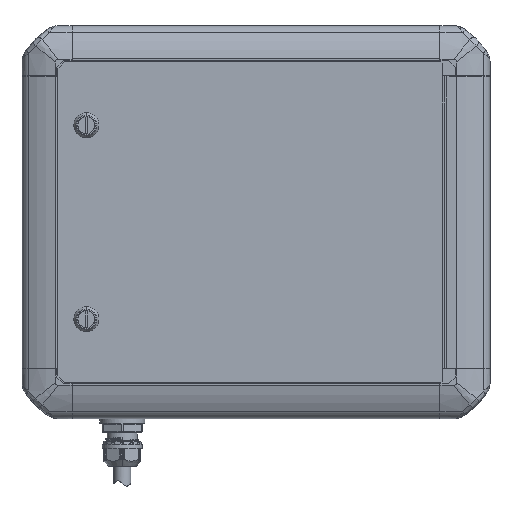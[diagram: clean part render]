
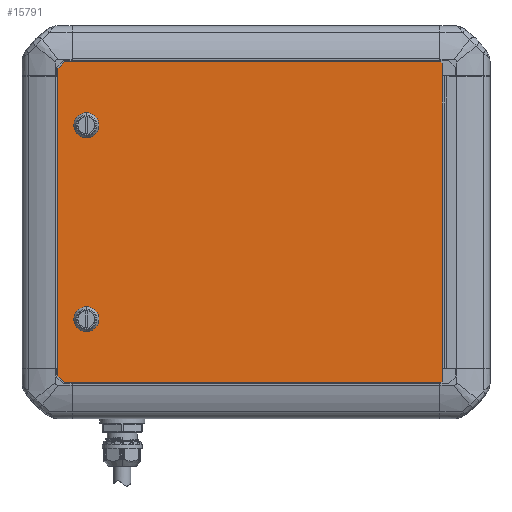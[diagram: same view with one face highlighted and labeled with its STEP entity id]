
A CAD part, top view. The second image highlights one B-rep face of the part: STEP entity #15791.
In plain terms, the highlighted planar face has unit normal (0, 0, 1).
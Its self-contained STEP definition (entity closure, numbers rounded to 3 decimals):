
#248 = AXIS2_PLACEMENT_3D ( 'NONE', #1219, #23012, #4610 ) ;
#767 = VECTOR ( 'NONE', #28524, 1000. ) ;
#1219 = CARTESIAN_POINT ( 'NONE',  ( -98., 58., 2. ) ) ;
#1240 = EDGE_CURVE ( 'NONE', #25529, #26755, #21382, .T. ) ;
#1566 = EDGE_CURVE ( 'NONE', #10333, #21601, #17683, .T. ) ;
#1834 = DIRECTION ( 'NONE',  ( -0.707, -0.707, 0. ) ) ;
#2307 = CARTESIAN_POINT ( 'NONE',  ( -115., -96., 2. ) ) ;
#2644 = LINE ( 'NONE', #46917, #767 ) ;
#2801 = VECTOR ( 'NONE', #21082, 1000. ) ;
#3205 = VECTOR ( 'NONE', #33124, 1000. ) ;
#4471 = CARTESIAN_POINT ( 'NONE',  ( -115., 92., 2. ) ) ;
#4610 = DIRECTION ( 'NONE',  ( 0., 1., 0. ) ) ;
#4815 = ORIENTED_EDGE ( 'NONE', *, *, #1566, .T. ) ;
#5007 = CARTESIAN_POINT ( 'NONE',  ( 115., -95., 2. ) ) ;
#5515 = AXIS2_PLACEMENT_3D ( 'NONE', #7321, #36607, #25748 ) ;
#6289 = LINE ( 'NONE', #46942, #2801 ) ;
#7321 = CARTESIAN_POINT ( 'NONE',  ( -98., 58., 2. ) ) ;
#7811 = CARTESIAN_POINT ( 'NONE',  ( -115., 96., 2. ) ) ;
#8110 = CARTESIAN_POINT ( 'NONE',  ( -111., -96., 2. ) ) ;
#8520 = FACE_BOUND ( 'NONE', #9084, .T. ) ;
#8602 = CARTESIAN_POINT ( 'NONE',  ( -98., -58., 2. ) ) ;
#9084 = EDGE_LOOP ( 'NONE', ( #25861, #27719 ) ) ;
#9506 = VERTEX_POINT ( 'NONE', #42423 ) ;
#9524 = CIRCLE ( 'NONE', #248, 7.5 ) ;
#9794 = DIRECTION ( 'NONE',  ( 0., 1., 0. ) ) ;
#10148 = CIRCLE ( 'NONE', #5515, 7.5 ) ;
#10282 = EDGE_LOOP ( 'NONE', ( #27637, #45673 ) ) ;
#10333 = VERTEX_POINT ( 'NONE', #13283 ) ;
#10708 = CARTESIAN_POINT ( 'NONE',  ( -98., -58., 2. ) ) ;
#11172 = DIRECTION ( 'NONE',  ( 0., 1., 0. ) ) ;
#11205 = AXIS2_PLACEMENT_3D ( 'NONE', #8602, #16106, #11986 ) ;
#11986 = DIRECTION ( 'NONE',  ( 0., 1., 0. ) ) ;
#12851 = EDGE_LOOP ( 'NONE', ( #22208, #18561, #19940, #19071, #19573, #36506, #4815, #35533 ) ) ;
#12984 = VECTOR ( 'NONE', #28864, 1000. ) ;
#13283 = CARTESIAN_POINT ( 'NONE',  ( 114., 96., 2. ) ) ;
#13662 = CIRCLE ( 'NONE', #11205, 7.5 ) ;
#13829 = EDGE_CURVE ( 'NONE', #26755, #43791, #37623, .T. ) ;
#14130 = CARTESIAN_POINT ( 'NONE',  ( -113., -94., 2. ) ) ;
#14586 = EDGE_CURVE ( 'NONE', #43791, #26333, #6289, .T. ) ;
#15560 = FACE_BOUND ( 'NONE', #10282, .T. ) ;
#15791 = ADVANCED_FACE ( 'NONE', ( #45304, #15560, #8520 ), #34159, .T. ) ;
#16106 = DIRECTION ( 'NONE',  ( 0., 0., 1. ) ) ;
#16602 = VERTEX_POINT ( 'NONE', #24090 ) ;
#16739 = CARTESIAN_POINT ( 'NONE',  ( 114., -96., 2. ) ) ;
#16823 = LINE ( 'NONE', #35697, #41606 ) ;
#17534 = DIRECTION ( 'NONE',  ( 1., 0., 0. ) ) ;
#17683 = LINE ( 'NONE', #21105, #3205 ) ;
#18561 = ORIENTED_EDGE ( 'NONE', *, *, #1240, .T. ) ;
#18624 = VERTEX_POINT ( 'NONE', #32169 ) ;
#18934 = DIRECTION ( 'NONE',  ( 1., 0., 0. ) ) ;
#19071 = ORIENTED_EDGE ( 'NONE', *, *, #14586, .T. ) ;
#19127 = VERTEX_POINT ( 'NONE', #4471 ) ;
#19411 = VERTEX_POINT ( 'NONE', #47285 ) ;
#19573 = ORIENTED_EDGE ( 'NONE', *, *, #21961, .T. ) ;
#19940 = ORIENTED_EDGE ( 'NONE', *, *, #13829, .T. ) ;
#20747 = AXIS2_PLACEMENT_3D ( 'NONE', #37795, #23052, #18934 ) ;
#21082 = DIRECTION ( 'NONE',  ( 0.707, 0.707, 0. ) ) ;
#21105 = CARTESIAN_POINT ( 'NONE',  ( -115., 96., 2. ) ) ;
#21382 = LINE ( 'NONE', #14130, #12984 ) ;
#21601 = VERTEX_POINT ( 'NONE', #38424 ) ;
#21961 = EDGE_CURVE ( 'NONE', #26333, #16602, #16823, .T. ) ;
#22208 = ORIENTED_EDGE ( 'NONE', *, *, #39674, .T. ) ;
#23012 = DIRECTION ( 'NONE',  ( 0., 0., 1. ) ) ;
#23052 = DIRECTION ( 'NONE',  ( 0., 0., 1. ) ) ;
#23453 = EDGE_CURVE ( 'NONE', #16602, #10333, #2644, .T. ) ;
#24090 = CARTESIAN_POINT ( 'NONE',  ( 115., 95., 2. ) ) ;
#25231 = CIRCLE ( 'NONE', #36016, 7.5 ) ;
#25529 = VERTEX_POINT ( 'NONE', #47107 ) ;
#25748 = DIRECTION ( 'NONE',  ( 0., 1., 0. ) ) ;
#25861 = ORIENTED_EDGE ( 'NONE', *, *, #26887, .F. ) ;
#26333 = VERTEX_POINT ( 'NONE', #5007 ) ;
#26755 = VERTEX_POINT ( 'NONE', #8110 ) ;
#26887 = EDGE_CURVE ( 'NONE', #18624, #30289, #13662, .T. ) ;
#27551 = VECTOR ( 'NONE', #17534, 1000. ) ;
#27637 = ORIENTED_EDGE ( 'NONE', *, *, #38414, .F. ) ;
#27719 = ORIENTED_EDGE ( 'NONE', *, *, #43312, .F. ) ;
#28524 = DIRECTION ( 'NONE',  ( -0.707, 0.707, 0. ) ) ;
#28864 = DIRECTION ( 'NONE',  ( 0.707, -0.707, 0. ) ) ;
#29595 = LINE ( 'NONE', #7811, #39730 ) ;
#30289 = VERTEX_POINT ( 'NONE', #34376 ) ;
#32169 = CARTESIAN_POINT ( 'NONE',  ( -98., -50.5, 2. ) ) ;
#32306 = EDGE_CURVE ( 'NONE', #9506, #19411, #10148, .T. ) ;
#33124 = DIRECTION ( 'NONE',  ( -1., 0., 0. ) ) ;
#34159 = PLANE ( 'NONE',  #20747 ) ;
#34376 = CARTESIAN_POINT ( 'NONE',  ( -98., -65.5, 2. ) ) ;
#35533 = ORIENTED_EDGE ( 'NONE', *, *, #37675, .T. ) ;
#35697 = CARTESIAN_POINT ( 'NONE',  ( 115., 96., 2. ) ) ;
#36016 = AXIS2_PLACEMENT_3D ( 'NONE', #10708, #36592, #11172 ) ;
#36506 = ORIENTED_EDGE ( 'NONE', *, *, #23453, .T. ) ;
#36592 = DIRECTION ( 'NONE',  ( 0., 0., 1. ) ) ;
#36607 = DIRECTION ( 'NONE',  ( 0., 0., 1. ) ) ;
#37623 = LINE ( 'NONE', #2307, #27551 ) ;
#37675 = EDGE_CURVE ( 'NONE', #21601, #19127, #45378, .T. ) ;
#37795 = CARTESIAN_POINT ( 'NONE',  ( -115., -96., 2. ) ) ;
#38414 = EDGE_CURVE ( 'NONE', #19411, #9506, #9524, .T. ) ;
#38424 = CARTESIAN_POINT ( 'NONE',  ( -111., 96., 2. ) ) ;
#39674 = EDGE_CURVE ( 'NONE', #19127, #25529, #29595, .T. ) ;
#39730 = VECTOR ( 'NONE', #44358, 1000. ) ;
#40368 = VECTOR ( 'NONE', #1834, 1000. ) ;
#41606 = VECTOR ( 'NONE', #9794, 1000. ) ;
#41983 = CARTESIAN_POINT ( 'NONE',  ( -209., -2., 2. ) ) ;
#42423 = CARTESIAN_POINT ( 'NONE',  ( -98., 50.5, 2. ) ) ;
#43312 = EDGE_CURVE ( 'NONE', #30289, #18624, #25231, .T. ) ;
#43791 = VERTEX_POINT ( 'NONE', #16739 ) ;
#44358 = DIRECTION ( 'NONE',  ( 0., -1., 0. ) ) ;
#45304 = FACE_OUTER_BOUND ( 'NONE', #12851, .T. ) ;
#45378 = LINE ( 'NONE', #41983, #40368 ) ;
#45673 = ORIENTED_EDGE ( 'NONE', *, *, #32306, .F. ) ;
#46917 = CARTESIAN_POINT ( 'NONE',  ( 95.5, 114.5, 2. ) ) ;
#46942 = CARTESIAN_POINT ( 'NONE',  ( -0.5, -210.5, 2. ) ) ;
#47107 = CARTESIAN_POINT ( 'NONE',  ( -115., -92., 2. ) ) ;
#47285 = CARTESIAN_POINT ( 'NONE',  ( -98., 65.5, 2. ) ) ;
